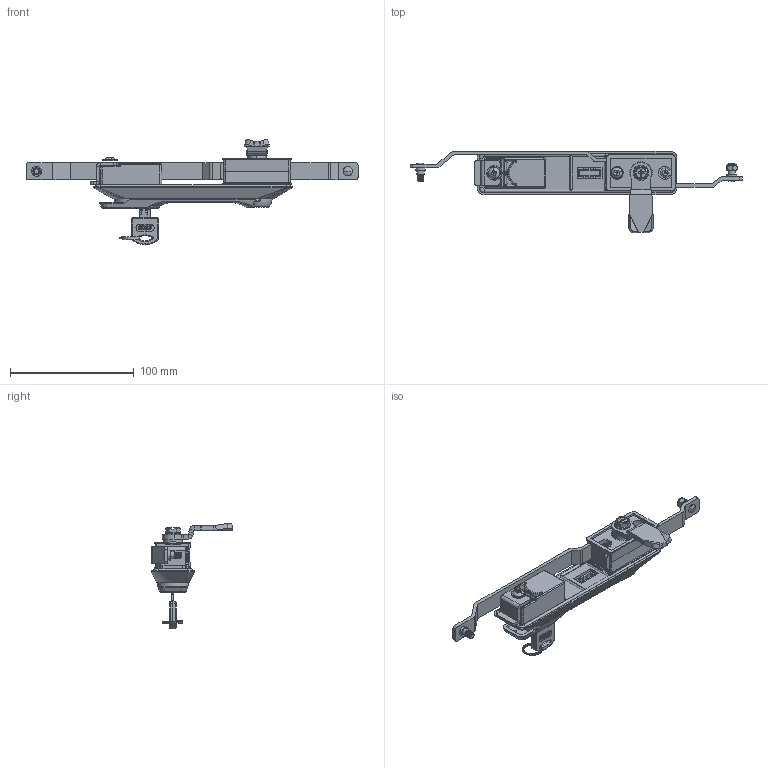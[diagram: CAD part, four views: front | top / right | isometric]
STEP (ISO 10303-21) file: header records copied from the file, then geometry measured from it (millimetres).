
FILE_DESCRIPTION (( 'STEP AP203' ), '1' );
FILE_NAME ('KI26.2.01.60.STEP', '2022-09-15T07:41:16', ( '' ), ( '' ), 'SwSTEP 2.0', 'SolidWorks 2021', '' );
FILE_SCHEMA (( 'CONFIG_CONTROL_DESIGN' ));
Length unit declared in the file: millimetre
Products named in the file (1): KI26.2.01.60
Bounding box: 267.85 x 65.82 x 84.88 mm (x, y, z)
Surface area: 48362.9 mm2 (no closed solid volume)
Topology: 0 solids, 33 shells, 755 faces, 2553 edges, 1783 vertices
Faces by surface type: plane 303, cylinder 188, bspline 161, cone 49, torus 46, sphere 8
Entity records: 37799 total; most frequent: CARTESIAN_POINT 18410, ORIENTED_EDGE 4202, DIRECTION 3151, EDGE_CURVE 2548, VERTEX_POINT 1782, AXIS2_PLACEMENT_3D 1061, LINE 1029, VECTOR 1029
